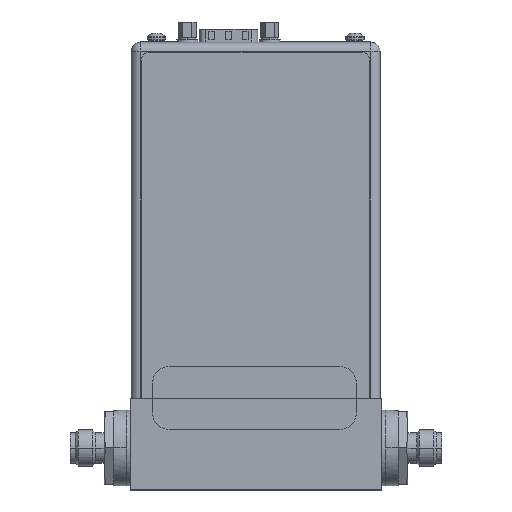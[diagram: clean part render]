
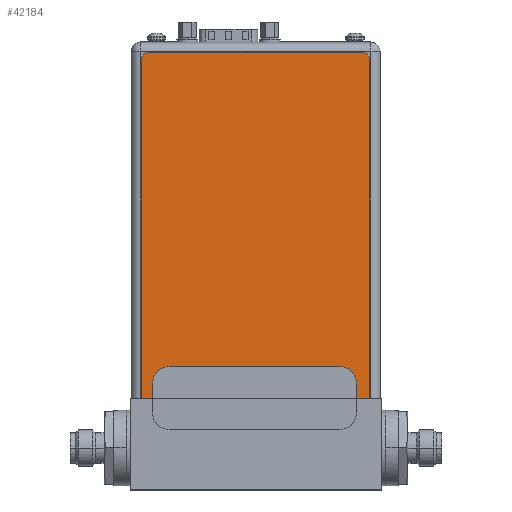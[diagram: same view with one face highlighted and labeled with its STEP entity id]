
A CAD part, top view. The second image highlights one B-rep face of the part: STEP entity #42184.
In plain terms, the highlighted planar face has unit normal (0, 0, 1).
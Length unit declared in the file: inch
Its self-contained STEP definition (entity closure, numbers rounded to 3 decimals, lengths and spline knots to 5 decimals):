
#42017=CARTESIAN_POINT('',(2.63,4.04,0.004));
#42018=DIRECTION('',(0.,0.,1.));
#42019=DIRECTION('',(1.,0.,0.));
#42020=AXIS2_PLACEMENT_3D('',#42017,#42018,#42019);
#42022=DIRECTION('',(0.,1.,0.));
#42023=VECTOR('',#42022,4.04);
#42024=CARTESIAN_POINT('',(2.73,0.,0.004));
#42025=LINE('',#42024,#42023);
#42026=DIRECTION('',(1.,0.,0.));
#42027=VECTOR('',#42026,2.73);
#42028=CARTESIAN_POINT('',(0.,0.,0.004));
#42029=LINE('',#42028,#42027);
#42030=DIRECTION('',(0.,-1.,0.));
#42031=VECTOR('',#42030,4.04);
#42032=CARTESIAN_POINT('',(0.,4.04,0.004));
#42033=LINE('',#42032,#42031);
#42034=CARTESIAN_POINT('',(0.1,4.04,0.004));
#42035=DIRECTION('',(0.,0.,1.));
#42036=DIRECTION('',(0.,1.,0.));
#42037=AXIS2_PLACEMENT_3D('',#42034,#42035,#42036);
#42039=DIRECTION('',(-1.,0.,0.));
#42040=VECTOR('',#42039,2.53);
#42041=CARTESIAN_POINT('',(2.63,4.14,0.004));
#42042=LINE('',#42041,#42040);
#42047=CARTESIAN_POINT('',(0.,0.,0.004));
#42048=CARTESIAN_POINT('',(2.73,0.,0.004));
#42049=VERTEX_POINT('',#42047);
#42050=VERTEX_POINT('',#42048);
#42055=CARTESIAN_POINT('',(2.73,4.04,0.004));
#42056=VERTEX_POINT('',#42055);
#42057=CARTESIAN_POINT('',(2.63,4.14,0.004));
#42058=VERTEX_POINT('',#42057);
#42063=CARTESIAN_POINT('',(0.1,4.14,0.004));
#42064=VERTEX_POINT('',#42063);
#42065=CARTESIAN_POINT('',(0.,4.04,0.004));
#42066=VERTEX_POINT('',#42065);
#42171=CARTESIAN_POINT('',(0.,0.,0.004));
#42172=DIRECTION('',(0.,0.,1.));
#42173=DIRECTION('',(1.,0.,0.));
#42174=AXIS2_PLACEMENT_3D('',#42171,#42172,#42173);
#42175=PLANE('',#42174);
#42176=ORIENTED_EDGE('',*,*,#42095,.F.);
#42177=ORIENTED_EDGE('',*,*,#42111,.F.);
#42178=ORIENTED_EDGE('',*,*,#42124,.F.);
#42179=ORIENTED_EDGE('',*,*,#42137,.F.);
#42180=ORIENTED_EDGE('',*,*,#42152,.F.);
#42181=ORIENTED_EDGE('',*,*,#42164,.F.);
#42182=EDGE_LOOP('',(#42176,#42177,#42178,#42179,#42180,#42181));
#42183=FACE_OUTER_BOUND('',#42182,.F.);
#42184=ADVANCED_FACE('',(#42183),#42175,.T.);
#42021=CIRCLE('',#42020,0.1);
#42038=CIRCLE('',#42037,0.1);
#42095=EDGE_CURVE('',#42056,#42058,#42021,.T.);
#42111=EDGE_CURVE('',#42050,#42056,#42025,.T.);
#42124=EDGE_CURVE('',#42049,#42050,#42029,.T.);
#42137=EDGE_CURVE('',#42066,#42049,#42033,.T.);
#42152=EDGE_CURVE('',#42064,#42066,#42038,.T.);
#42164=EDGE_CURVE('',#42058,#42064,#42042,.T.);
